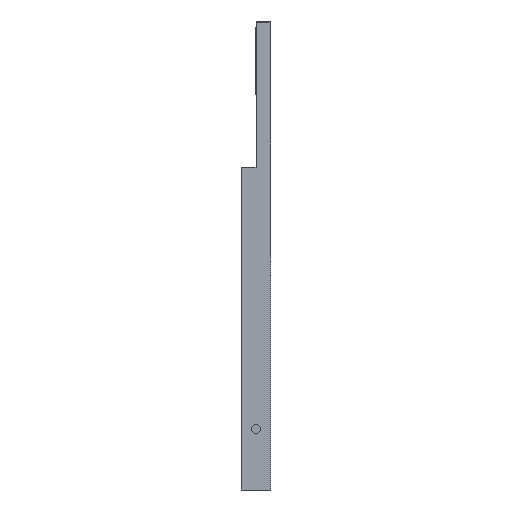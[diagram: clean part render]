
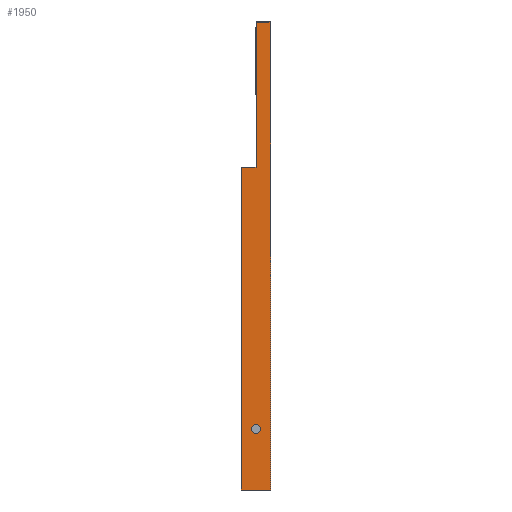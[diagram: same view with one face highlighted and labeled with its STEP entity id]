
A CAD part, left-side view. The second image highlights one B-rep face of the part: STEP entity #1950.
In plain terms, the highlighted planar face has unit normal (-1, 0, 0).
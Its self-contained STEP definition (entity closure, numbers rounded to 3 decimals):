
#5 = ORIENTED_EDGE ( 'NONE', *, *, #1368, .F. ) ;
#56 = CARTESIAN_POINT ( 'NONE',  ( -105., 0., 46. ) ) ;
#74 = VECTOR ( 'NONE', #1362, 1000. ) ;
#84 = EDGE_CURVE ( 'NONE', #550, #1317, #2684, .T. ) ;
#109 = VERTEX_POINT ( 'NONE', #2342 ) ;
#110 = DIRECTION ( 'NONE',  ( 0., -1., 0. ) ) ;
#307 = FACE_OUTER_BOUND ( 'NONE', #1981, .T. ) ;
#358 = AXIS2_PLACEMENT_3D ( 'NONE', #953, #2304, #1644 ) ;
#419 = DIRECTION ( 'NONE',  ( 0., 0., 1. ) ) ;
#480 = LINE ( 'NONE', #1406, #504 ) ;
#489 = EDGE_CURVE ( 'NONE', #2411, #2071, #1922, .T. ) ;
#504 = VECTOR ( 'NONE', #419, 1000. ) ;
#548 = CARTESIAN_POINT ( 'NONE',  ( -105., 5., -4. ) ) ;
#550 = VERTEX_POINT ( 'NONE', #2505 ) ;
#605 = LINE ( 'NONE', #1975, #998 ) ;
#616 = CARTESIAN_POINT ( 'NONE',  ( -105., 10., 200. ) ) ;
#830 = LINE ( 'NONE', #1966, #2559 ) ;
#856 = DIRECTION ( 'NONE',  ( 0., 1., 0. ) ) ;
#906 = VERTEX_POINT ( 'NONE', #1110 ) ;
#953 = CARTESIAN_POINT ( 'NONE',  ( -105., 10., 200. ) ) ;
#971 = EDGE_CURVE ( 'NONE', #1697, #2071, #2451, .T. ) ;
#998 = VECTOR ( 'NONE', #856, 1000. ) ;
#1110 = CARTESIAN_POINT ( 'NONE',  ( -105., 0., -115. ) ) ;
#1132 = EDGE_CURVE ( 'NONE', #906, #2411, #480, .T. ) ;
#1170 = DIRECTION ( 'NONE',  ( -1., 0., 0. ) ) ;
#1184 = PLANE ( 'NONE',  #358 ) ;
#1211 = CARTESIAN_POINT ( 'NONE',  ( -105., 5., -94. ) ) ;
#1232 = DIRECTION ( 'NONE',  ( -1., 0., 0. ) ) ;
#1317 = VERTEX_POINT ( 'NONE', #1736 ) ;
#1326 = ORIENTED_EDGE ( 'NONE', *, *, #489, .T. ) ;
#1362 = DIRECTION ( 'NONE',  ( 0., 0., 1. ) ) ;
#1368 = EDGE_CURVE ( 'NONE', #109, #1697, #830, .T. ) ;
#1401 = AXIS2_PLACEMENT_3D ( 'NONE', #1403, #1232, #2570 ) ;
#1403 = CARTESIAN_POINT ( 'NONE',  ( -105., 5., -94. ) ) ;
#1406 = CARTESIAN_POINT ( 'NONE',  ( -105., 0., 200. ) ) ;
#1502 = CARTESIAN_POINT ( 'NONE',  ( -105., 0., 46. ) ) ;
#1538 = ORIENTED_EDGE ( 'NONE', *, *, #2490, .F. ) ;
#1586 = ORIENTED_EDGE ( 'NONE', *, *, #84, .F. ) ;
#1615 = AXIS2_PLACEMENT_3D ( 'NONE', #1211, #1170, #2330 ) ;
#1644 = DIRECTION ( 'NONE',  ( 0., 0., -1. ) ) ;
#1671 = FACE_BOUND ( 'NONE', #2202, .T. ) ;
#1697 = VERTEX_POINT ( 'NONE', #548 ) ;
#1736 = CARTESIAN_POINT ( 'NONE',  ( -105., 5., -92.5 ) ) ;
#1738 = CARTESIAN_POINT ( 'NONE',  ( -105., 5., 46. ) ) ;
#1781 = LINE ( 'NONE', #616, #74 ) ;
#1891 = ORIENTED_EDGE ( 'NONE', *, *, #971, .F. ) ;
#1922 = LINE ( 'NONE', #1502, #2453 ) ;
#1950 = ADVANCED_FACE ( 'NONE', ( #1671, #307 ), #1184, .F. ) ;
#1966 = CARTESIAN_POINT ( 'NONE',  ( -105., 5., -4. ) ) ;
#1975 = CARTESIAN_POINT ( 'NONE',  ( -105., 0., -115. ) ) ;
#1981 = EDGE_LOOP ( 'NONE', ( #1326, #1891, #5, #2448, #2164, #2905 ) ) ;
#1983 = CIRCLE ( 'NONE', #1615, 1.5 ) ;
#2071 = VERTEX_POINT ( 'NONE', #2521 ) ;
#2144 = VERTEX_POINT ( 'NONE', #2594 ) ;
#2164 = ORIENTED_EDGE ( 'NONE', *, *, #2245, .F. ) ;
#2202 = EDGE_LOOP ( 'NONE', ( #1538, #1586 ) ) ;
#2245 = EDGE_CURVE ( 'NONE', #906, #2144, #605, .T. ) ;
#2304 = DIRECTION ( 'NONE',  ( 1., 0., 0. ) ) ;
#2330 = DIRECTION ( 'NONE',  ( 0., 0., 1. ) ) ;
#2342 = CARTESIAN_POINT ( 'NONE',  ( -105., 10., -4. ) ) ;
#2395 = DIRECTION ( 'NONE',  ( 0., 1., 0. ) ) ;
#2411 = VERTEX_POINT ( 'NONE', #56 ) ;
#2448 = ORIENTED_EDGE ( 'NONE', *, *, #2652, .F. ) ;
#2451 = LINE ( 'NONE', #1738, #2465 ) ;
#2453 = VECTOR ( 'NONE', #2395, 1000. ) ;
#2465 = VECTOR ( 'NONE', #2653, 1000. ) ;
#2490 = EDGE_CURVE ( 'NONE', #1317, #550, #1983, .T. ) ;
#2505 = CARTESIAN_POINT ( 'NONE',  ( -105., 5., -95.5 ) ) ;
#2521 = CARTESIAN_POINT ( 'NONE',  ( -105., 5., 46. ) ) ;
#2559 = VECTOR ( 'NONE', #110, 1000. ) ;
#2570 = DIRECTION ( 'NONE',  ( 0., 0., 1. ) ) ;
#2594 = CARTESIAN_POINT ( 'NONE',  ( -105., 10., -115. ) ) ;
#2652 = EDGE_CURVE ( 'NONE', #2144, #109, #1781, .T. ) ;
#2653 = DIRECTION ( 'NONE',  ( 0., 0., 1. ) ) ;
#2684 = CIRCLE ( 'NONE', #1401, 1.5 ) ;
#2905 = ORIENTED_EDGE ( 'NONE', *, *, #1132, .T. ) ;
